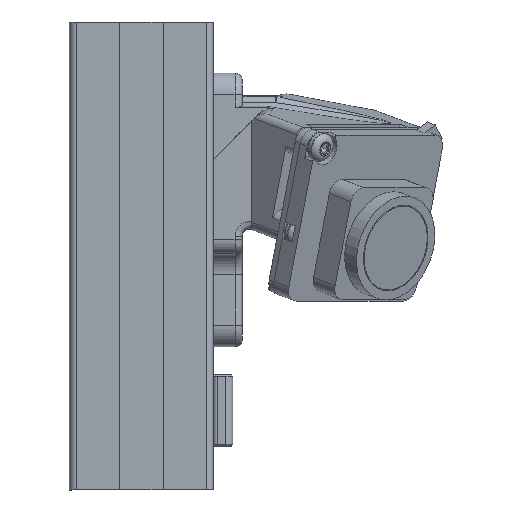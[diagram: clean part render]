
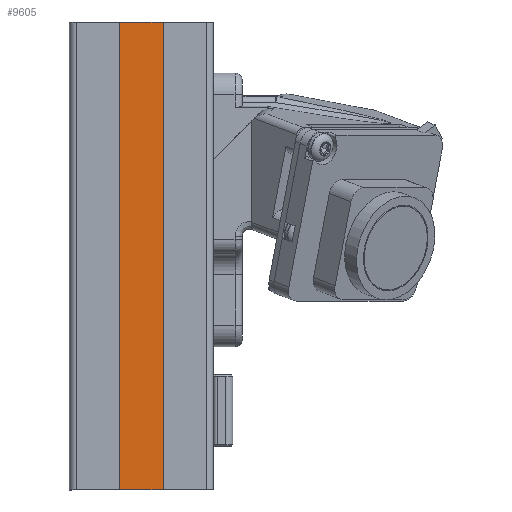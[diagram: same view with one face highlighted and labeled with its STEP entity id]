
A CAD part, left-side view. The second image highlights one B-rep face of the part: STEP entity #9605.
In plain terms, the highlighted planar face has unit normal (-1, 0, 0).
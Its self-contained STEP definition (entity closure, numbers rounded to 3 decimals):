
#338=PLANE('',#10320);
#696=FACE_OUTER_BOUND('',#1256,.T.);
#1256=EDGE_LOOP('',(#7040,#7041,#7042,#7043));
#2229=LINE('',#14564,#3171);
#2296=LINE('',#14709,#3238);
#2297=LINE('',#14712,#3239);
#2298=LINE('',#14713,#3240);
#3171=VECTOR('',#11519,10.);
#3238=VECTOR('',#11646,10.);
#3239=VECTOR('',#11649,10.);
#3240=VECTOR('',#11650,10.);
#4275=VERTEX_POINT('',#14561);
#4276=VERTEX_POINT('',#14563);
#4324=VERTEX_POINT('',#14707);
#4325=VERTEX_POINT('',#14711);
#5255=EDGE_CURVE('',#4275,#4276,#2229,.T.);
#5328=EDGE_CURVE('',#4275,#4324,#2296,.T.);
#5329=EDGE_CURVE('',#4325,#4324,#2297,.T.);
#5330=EDGE_CURVE('',#4276,#4325,#2298,.T.);
#7040=ORIENTED_EDGE('',*,*,#5328,.T.);
#7041=ORIENTED_EDGE('',*,*,#5329,.F.);
#7042=ORIENTED_EDGE('',*,*,#5330,.F.);
#7043=ORIENTED_EDGE('',*,*,#5255,.F.);
#9605=ADVANCED_FACE('',(#696),#338,.T.);
#10320=AXIS2_PLACEMENT_3D('',#14710,#11647,#11648);
#11519=DIRECTION('',(0.,1.,0.));
#11646=DIRECTION('',(0.,0.,1.));
#11647=DIRECTION('center_axis',(-1.,0.,0.));
#11648=DIRECTION('ref_axis',(0.,-1.,0.));
#11649=DIRECTION('',(0.,-1.,0.));
#11650=DIRECTION('',(0.,0.,1.));
#14561=CARTESIAN_POINT('',(-4.,10.707,-29.899));
#14563=CARTESIAN_POINT('',(-4.,17.293,-29.899));
#14564=CARTESIAN_POINT('',(-4.,17.293,-29.899));
#14707=CARTESIAN_POINT('',(-4.,10.707,35.101));
#14709=CARTESIAN_POINT('',(-4.,10.707,0.101));
#14710=CARTESIAN_POINT('Origin',(-4.,17.293,0.101));
#14711=CARTESIAN_POINT('',(-4.,17.293,35.101));
#14712=CARTESIAN_POINT('',(-4.,17.293,35.101));
#14713=CARTESIAN_POINT('',(-4.,17.293,0.101));
